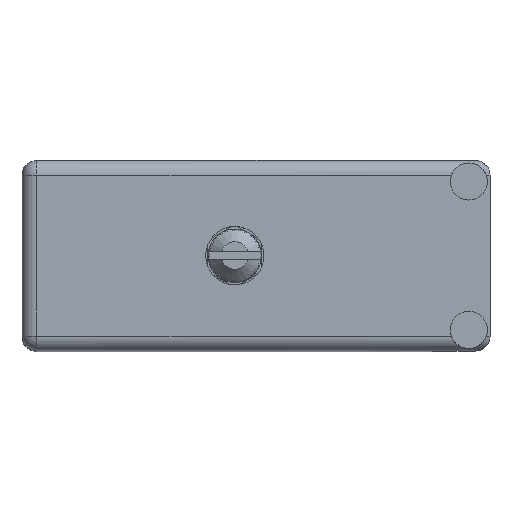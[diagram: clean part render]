
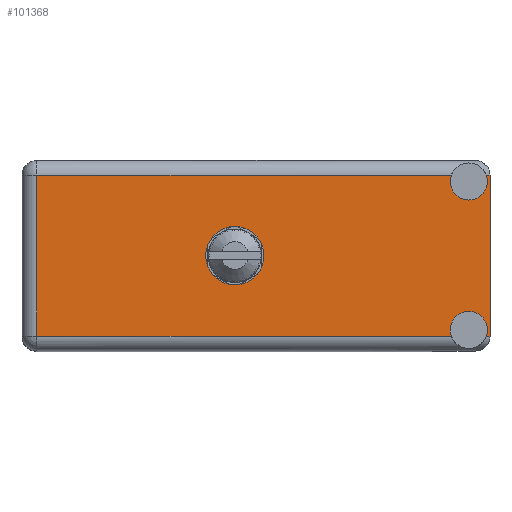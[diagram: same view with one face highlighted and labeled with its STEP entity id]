
A CAD part, top view. The second image highlights one B-rep face of the part: STEP entity #101368.
In plain terms, the highlighted face is planar.
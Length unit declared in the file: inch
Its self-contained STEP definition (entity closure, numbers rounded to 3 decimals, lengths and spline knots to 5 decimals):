
#916 = CARTESIAN_POINT ( 'NONE',  ( 0.07, 1.566, -0.899 ) ) ;
#1023 = CARTESIAN_POINT ( 'NONE',  ( 2.19038, 1.566, -0.829 ) ) ;
#3572 = PLANE ( 'NONE',  #71005 ) ;
#5579 = EDGE_CURVE ( 'NONE', #11593, #82854, #49096, .T. ) ;
#5824 = VERTEX_POINT ( 'NONE', #100461 ) ;
#6538 = CARTESIAN_POINT ( 'NONE',  ( 2.108, 1.566, -0.712 ) ) ;
#6620 = VERTEX_POINT ( 'NONE', #31870 ) ;
#7014 = DIRECTION ( 'NONE',  ( 0., 0., 1. ) ) ;
#10107 = CARTESIAN_POINT ( 'NONE',  ( 0.07, 1.566, -0.829 ) ) ;
#11593 = VERTEX_POINT ( 'NONE', #54731 ) ;
#11634 = DIRECTION ( 'NONE',  ( 0., 0., 1. ) ) ;
#12104 = CARTESIAN_POINT ( 'NONE',  ( 2.19038, 1.566, -0.07 ) ) ;
#12257 = CARTESIAN_POINT ( 'NONE',  ( 2.108, 1.566, -0.7995 ) ) ;
#14472 = CARTESIAN_POINT ( 'NONE',  ( 2.208, 1.566, 0. ) ) ;
#16190 = LINE ( 'NONE', #18822, #71010 ) ;
#16747 = CARTESIAN_POINT ( 'NONE',  ( 2.108, 1.566, -0.0995 ) ) ;
#18237 = ORIENTED_EDGE ( 'NONE', *, *, #104434, .F. ) ;
#18341 = DIRECTION ( 'NONE',  ( -1., 0., 0. ) ) ;
#18443 = LINE ( 'NONE', #95150, #102120 ) ;
#18822 = CARTESIAN_POINT ( 'NONE',  ( 0., 1.566, -0.829 ) ) ;
#18838 = AXIS2_PLACEMENT_3D ( 'NONE', #111265, #110898, #7014 ) ;
#20645 = CIRCLE ( 'NONE', #82363, 0.0875 ) ;
#20729 = VERTEX_POINT ( 'NONE', #1023 ) ;
#22770 = CIRCLE ( 'NONE', #64853, 0.1375 ) ;
#23165 = CARTESIAN_POINT ( 'NONE',  ( 1.004, 1.566, -0.4495 ) ) ;
#24228 = ORIENTED_EDGE ( 'NONE', *, *, #79972, .F. ) ;
#25909 = VECTOR ( 'NONE', #31117, 39.37008 ) ;
#30007 = CARTESIAN_POINT ( 'NONE',  ( 0., 1.566, -0.899 ) ) ;
#30451 = ORIENTED_EDGE ( 'NONE', *, *, #107357, .T. ) ;
#30636 = DIRECTION ( 'NONE',  ( 0., 1., 0. ) ) ;
#31117 = DIRECTION ( 'NONE',  ( 1., 0., 0. ) ) ;
#31870 = CARTESIAN_POINT ( 'NONE',  ( 2.02562, 1.566, -0.07 ) ) ;
#32519 = VERTEX_POINT ( 'NONE', #90854 ) ;
#33624 = DIRECTION ( 'NONE',  ( 0., 1., 0. ) ) ;
#34829 = LINE ( 'NONE', #916, #49912 ) ;
#34937 = AXIS2_PLACEMENT_3D ( 'NONE', #96387, #33624, #103742 ) ;
#36810 = AXIS2_PLACEMENT_3D ( 'NONE', #12257, #37933, #81937 ) ;
#37123 = ORIENTED_EDGE ( 'NONE', *, *, #76570, .T. ) ;
#37174 = EDGE_CURVE ( 'NONE', #74646, #20729, #85841, .T. ) ;
#37791 = EDGE_CURVE ( 'NONE', #77651, #32519, #18443, .T. ) ;
#37933 = DIRECTION ( 'NONE',  ( 0., 1., 0. ) ) ;
#38827 = DIRECTION ( 'NONE',  ( 0., 0., 1. ) ) ;
#39092 = ORIENTED_EDGE ( 'NONE', *, *, #69482, .F. ) ;
#43177 = EDGE_CURVE ( 'NONE', #77651, #5824, #20645, .T. ) ;
#44305 = DIRECTION ( 'NONE',  ( 0., 1., 0. ) ) ;
#45204 = FACE_OUTER_BOUND ( 'NONE', #109413, .T. ) ;
#45623 = CARTESIAN_POINT ( 'NONE',  ( 2.208, 1.566, -0.829 ) ) ;
#46928 = CARTESIAN_POINT ( 'NONE',  ( 0.07, 1.566, -0.07 ) ) ;
#49096 = CIRCLE ( 'NONE', #63786, 0.1375 ) ;
#49912 = VECTOR ( 'NONE', #11634, 39.37008 ) ;
#51743 = LINE ( 'NONE', #14472, #57236 ) ;
#54731 = CARTESIAN_POINT ( 'NONE',  ( 1.004, 1.566, -0.312 ) ) ;
#55114 = EDGE_CURVE ( 'NONE', #76268, #6620, #61567, .T. ) ;
#57236 = VECTOR ( 'NONE', #86517, 39.37008 ) ;
#60458 = DIRECTION ( 'NONE',  ( 0., 0., 1. ) ) ;
#61170 = VECTOR ( 'NONE', #18341, 39.37008 ) ;
#61567 = LINE ( 'NONE', #109719, #25909 ) ;
#62786 = CARTESIAN_POINT ( 'NONE',  ( 2.02562, 1.566, -0.829 ) ) ;
#63569 = CIRCLE ( 'NONE', #36810, 0.0875 ) ;
#63757 = ORIENTED_EDGE ( 'NONE', *, *, #5579, .F. ) ;
#63786 = AXIS2_PLACEMENT_3D ( 'NONE', #101514, #30636, #92274 ) ;
#64853 = AXIS2_PLACEMENT_3D ( 'NONE', #23165, #66118, #101702 ) ;
#65181 = DIRECTION ( 'NONE',  ( -1., 0., 0. ) ) ;
#66118 = DIRECTION ( 'NONE',  ( 0., 1., 0. ) ) ;
#68221 = CIRCLE ( 'NONE', #34937, 0.0875 ) ;
#69482 = EDGE_CURVE ( 'NONE', #74646, #32519, #51743, .T. ) ;
#69781 = EDGE_CURVE ( 'NONE', #99486, #85761, #68221, .T. ) ;
#71005 = AXIS2_PLACEMENT_3D ( 'NONE', #30007, #91256, #38827 ) ;
#71010 = VECTOR ( 'NONE', #65181, 39.37008 ) ;
#71205 = CARTESIAN_POINT ( 'NONE',  ( 0., 1.566, -0.829 ) ) ;
#74646 = VERTEX_POINT ( 'NONE', #45623 ) ;
#74869 = ORIENTED_EDGE ( 'NONE', *, *, #69781, .F. ) ;
#75616 = CARTESIAN_POINT ( 'NONE',  ( 1.004, 1.566, -0.587 ) ) ;
#76268 = VERTEX_POINT ( 'NONE', #46928 ) ;
#76570 = EDGE_CURVE ( 'NONE', #99486, #90310, #16190, .T. ) ;
#77207 = ORIENTED_EDGE ( 'NONE', *, *, #107517, .F. ) ;
#77651 = VERTEX_POINT ( 'NONE', #12104 ) ;
#79972 = EDGE_CURVE ( 'NONE', #85761, #20729, #63569, .T. ) ;
#81937 = DIRECTION ( 'NONE',  ( 0., 0., 1. ) ) ;
#82363 = AXIS2_PLACEMENT_3D ( 'NONE', #16747, #44305, #60458 ) ;
#82854 = VERTEX_POINT ( 'NONE', #75616 ) ;
#85761 = VERTEX_POINT ( 'NONE', #6538 ) ;
#85841 = LINE ( 'NONE', #71205, #61170 ) ;
#86517 = DIRECTION ( 'NONE',  ( 0., 0., 1. ) ) ;
#88614 = EDGE_LOOP ( 'NONE', ( #63757, #18237 ) ) ;
#90310 = VERTEX_POINT ( 'NONE', #10107 ) ;
#90854 = CARTESIAN_POINT ( 'NONE',  ( 2.208, 1.566, -0.07 ) ) ;
#90909 = CIRCLE ( 'NONE', #18838, 0.0875 ) ;
#91256 = DIRECTION ( 'NONE',  ( 0., 1., 0. ) ) ;
#91871 = ORIENTED_EDGE ( 'NONE', *, *, #37174, .T. ) ;
#92274 = DIRECTION ( 'NONE',  ( 0., 0., 1. ) ) ;
#95150 = CARTESIAN_POINT ( 'NONE',  ( 2.208, 1.566, -0.07 ) ) ;
#95907 = DIRECTION ( 'NONE',  ( 1., 0., 0. ) ) ;
#96387 = CARTESIAN_POINT ( 'NONE',  ( 2.108, 1.566, -0.7995 ) ) ;
#98213 = ORIENTED_EDGE ( 'NONE', *, *, #37791, .T. ) ;
#99486 = VERTEX_POINT ( 'NONE', #62786 ) ;
#100461 = CARTESIAN_POINT ( 'NONE',  ( 2.108, 1.566, -0.187 ) ) ;
#101328 = ORIENTED_EDGE ( 'NONE', *, *, #55114, .T. ) ;
#101368 = ADVANCED_FACE ( 'NONE', ( #110990, #45204 ), #3572, .T. ) ;
#101514 = CARTESIAN_POINT ( 'NONE',  ( 1.004, 1.566, -0.4495 ) ) ;
#101702 = DIRECTION ( 'NONE',  ( 0., 0., 1. ) ) ;
#102120 = VECTOR ( 'NONE', #95907, 39.37008 ) ;
#103742 = DIRECTION ( 'NONE',  ( 0., 0., 1. ) ) ;
#104402 = ORIENTED_EDGE ( 'NONE', *, *, #43177, .F. ) ;
#104434 = EDGE_CURVE ( 'NONE', #82854, #11593, #22770, .T. ) ;
#107357 = EDGE_CURVE ( 'NONE', #90310, #76268, #34829, .T. ) ;
#107517 = EDGE_CURVE ( 'NONE', #5824, #6620, #90909, .T. ) ;
#109413 = EDGE_LOOP ( 'NONE', ( #101328, #77207, #104402, #98213, #39092, #91871, #24228, #74869, #37123, #30451 ) ) ;
#109719 = CARTESIAN_POINT ( 'NONE',  ( 2.208, 1.566, -0.07 ) ) ;
#110898 = DIRECTION ( 'NONE',  ( 0., 1., 0. ) ) ;
#110990 = FACE_BOUND ( 'NONE', #88614, .T. ) ;
#111265 = CARTESIAN_POINT ( 'NONE',  ( 2.108, 1.566, -0.0995 ) ) ;
